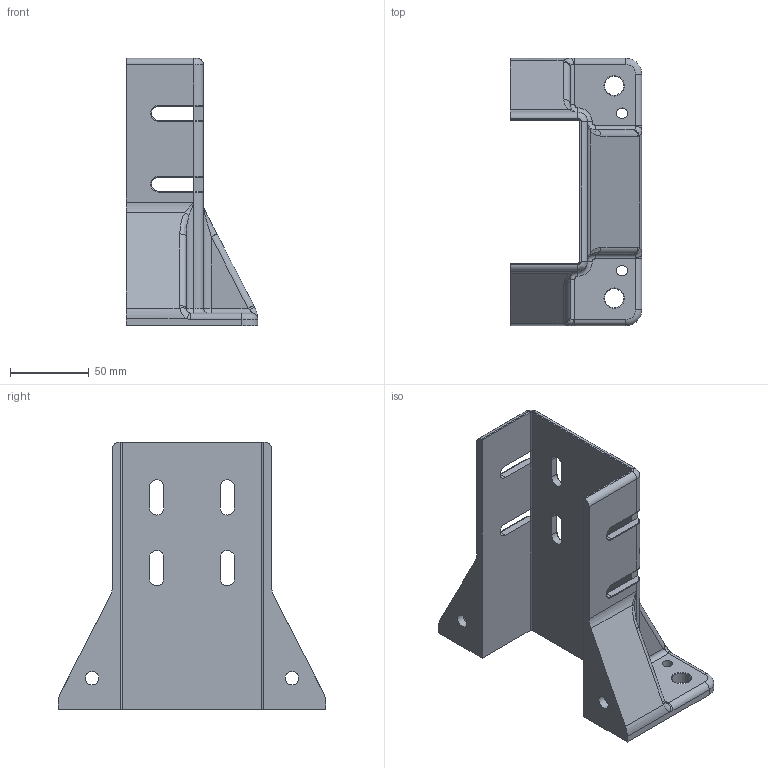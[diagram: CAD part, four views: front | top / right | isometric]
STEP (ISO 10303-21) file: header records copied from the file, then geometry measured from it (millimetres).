
FILE_DESCRIPTION(/* description */ (''),/* implementation_level */ '2;1');
FILE_NAME(/* name */ '33-4590-1 v2.step',/* time_stamp */ '2020-08-27T16:00:03-04:00',/* author */ (''),/* organization */ (''),/* preprocessor_version */ 'ST-DEVELOPER v18.1',/* originating_system */ 'Autodesk Translation Framework v9.3.0.1241',/* authorisation */ '');
FILE_SCHEMA (('AUTOMOTIVE_DESIGN { 1 0 10303 214 3 1 1 }'));
Length unit declared in the file: millimetre
Products named in the file (1): 33-4590-1
Bounding box: 83.5 x 170 x 170 mm (x, y, z)
Volume: 267450.1 mm3; surface area: 104221 mm2
Topology: 1 solids, 1 shells, 212 faces, 554 edges, 319 vertices
Faces by surface type: cylinder 89, plane 57, torus 32, bspline 24, sphere 10
Full cylindrical faces by diameter (mm): 6.8 x2, 8.5 x2, 12 x2, 17 x2
Entity records: 8222 total; most frequent: CARTESIAN_POINT 3017, DIRECTION 1127, ORIENTED_EDGE 1080, EDGE_CURVE 540, AXIS2_PLACEMENT_3D 438, VERTEX_POINT 319, LINE 251, VECTOR 251
